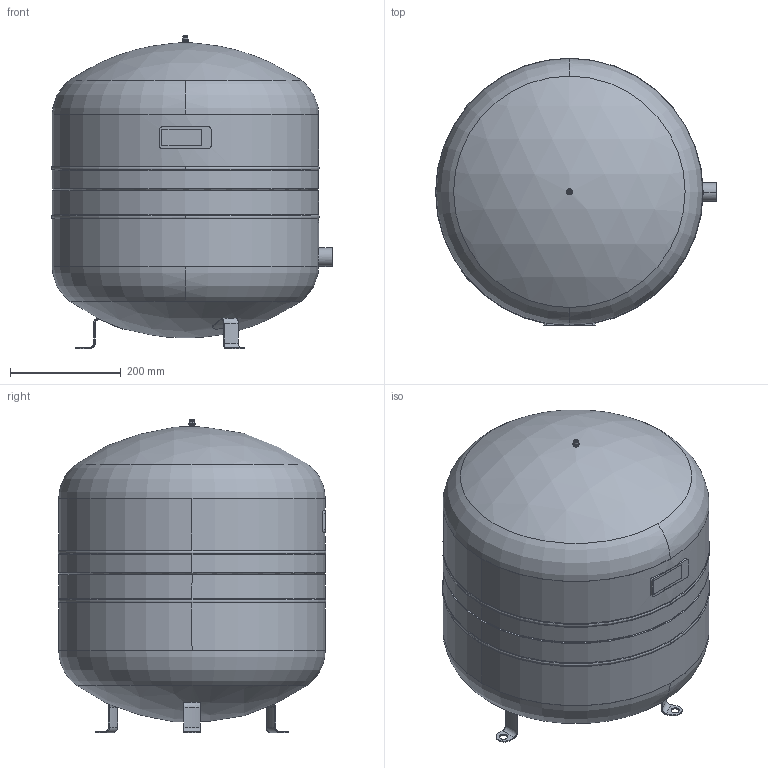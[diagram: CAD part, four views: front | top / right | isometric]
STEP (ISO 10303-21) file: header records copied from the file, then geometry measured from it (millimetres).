
FILE_DESCRIPTION(('CATIA V5 STEP Exchange','CAx-IF Rec.Pracs.--- Model Styling and Organization---1.4--- 2014-01-23','CAx-IF Rec.Pracs.---3D Tessellated Data Validation Properties---0.5---2014-09-14'),'2;1');
FILE_NAME('STEP_556080_-_TST.stp','2021-01-12T06:57:59+00:00',('none'),('none'),'CATIA Version 5-6 Release 2019 SP3','CATIA V5 STEP AP242 v1','none');
FILE_SCHEMA(('AP242_MANAGED_MODEL_BASED_3D_ENGINEERING_MIM_LF {1 0 10303 442 1 1 4}'));
Length unit declared in the file: millimetre
Products named in the file (1): 556080 - TST
Bounding box: 506.13 x 482.26 x 565 mm (x, y, z)
Volume: 79999369.6 mm3; surface area: 952961.1 mm2
Topology: 2 solids, 2 shells, 154 faces, 489 edges, 351 vertices
Faces by surface type: cylinder 66, torus 32, plane 31, cone 12, bspline 11, sphere 2
Entity records: 6590 total; most frequent: CARTESIAN_POINT 2529, ORIENTED_EDGE 978, DIRECTION 539, EDGE_CURVE 489, VERTEX_POINT 351, AXIS2_PLACEMENT_3D 306, CIRCLE 195, EDGE_LOOP 172
